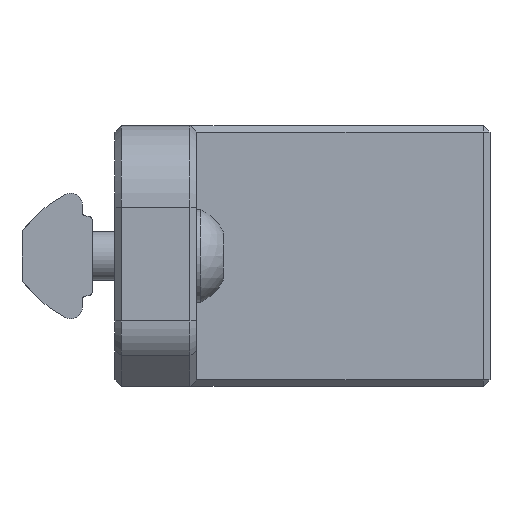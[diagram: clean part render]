
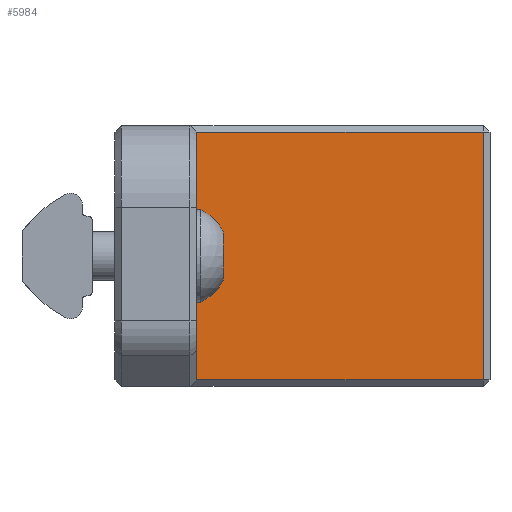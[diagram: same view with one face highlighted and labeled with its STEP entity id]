
A CAD part, front view. The second image highlights one B-rep face of the part: STEP entity #5984.
In plain terms, the highlighted planar face has unit normal (0, -1, 0).
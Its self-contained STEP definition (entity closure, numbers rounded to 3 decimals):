
#472=PLANE('',#6470);
#813=FACE_OUTER_BOUND('',#1179,.T.);
#1179=EDGE_LOOP('',(#5359,#5360,#5361,#5362));
#1699=LINE('',#11410,#2319);
#1731=LINE('',#11495,#2351);
#1741=LINE('',#11515,#2361);
#1742=LINE('',#11517,#2362);
#2319=VECTOR('',#7712,10.);
#2351=VECTOR('',#7802,10.);
#2361=VECTOR('',#7822,10.);
#2362=VECTOR('',#7825,10.);
#2960=VERTEX_POINT('',#11377);
#2969=VERTEX_POINT('',#11406);
#2993=VERTEX_POINT('',#11493);
#2998=VERTEX_POINT('',#11511);
#3742=EDGE_CURVE('',#2960,#2969,#1699,.T.);
#3784=EDGE_CURVE('',#2993,#2969,#1731,.T.);
#3794=EDGE_CURVE('',#2960,#2998,#1741,.T.);
#3795=EDGE_CURVE('',#2998,#2993,#1742,.T.);
#5359=ORIENTED_EDGE('',*,*,#3784,.F.);
#5360=ORIENTED_EDGE('',*,*,#3795,.F.);
#5361=ORIENTED_EDGE('',*,*,#3794,.F.);
#5362=ORIENTED_EDGE('',*,*,#3742,.T.);
#5984=ADVANCED_FACE('',(#813),#472,.T.);
#6470=AXIS2_PLACEMENT_3D('',#11526,#7837,#7838);
#7712=DIRECTION('',(0.,0.,-1.));
#7802=DIRECTION('',(-1.,0.,0.));
#7822=DIRECTION('',(1.,0.,0.));
#7825=DIRECTION('',(0.,0.,-1.));
#7837=DIRECTION('center_axis',(0.,-1.,0.));
#7838=DIRECTION('ref_axis',(0.,0.,-1.));
#11377=CARTESIAN_POINT('',(5.,0.,12.5));
#11406=CARTESIAN_POINT('',(5.,0.,-2.7));
#11410=CARTESIAN_POINT('',(5.,0.,7.35));
#11493=CARTESIAN_POINT('',(22.6,0.,-2.7));
#11495=CARTESIAN_POINT('',(0.,0.,-2.7));
#11511=CARTESIAN_POINT('',(22.6,0.,12.5));
#11515=CARTESIAN_POINT('',(0.,0.,12.5));
#11517=CARTESIAN_POINT('',(22.6,0.,7.35));
#11526=CARTESIAN_POINT('Origin',(0.,0.,9.8));
